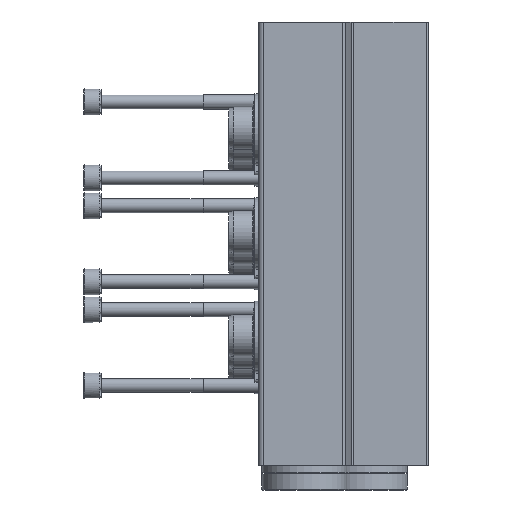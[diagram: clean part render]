
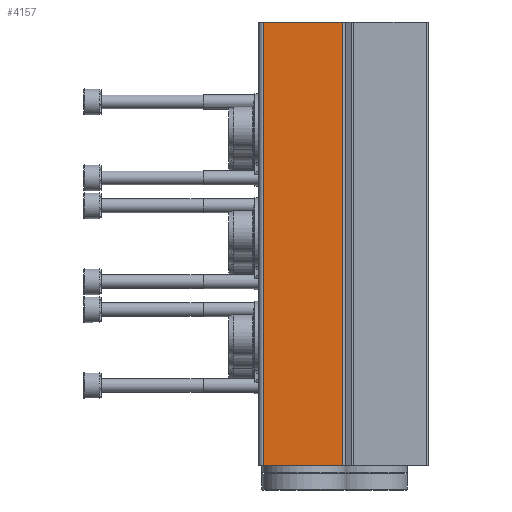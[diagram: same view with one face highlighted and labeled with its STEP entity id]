
A CAD part, left-side view. The second image highlights one B-rep face of the part: STEP entity #4157.
In plain terms, the highlighted planar face has unit normal (-1, 0, 0).
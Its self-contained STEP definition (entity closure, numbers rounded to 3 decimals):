
#144=PLANE('',#4490);
#561=ORIENTED_EDGE('',*,*,#1665,.F.);
#562=ORIENTED_EDGE('',*,*,#1664,.F.);
#563=ORIENTED_EDGE('',*,*,#1666,.T.);
#564=ORIENTED_EDGE('',*,*,#1667,.T.);
#1664=EDGE_CURVE('',#2216,#2214,#2616,.T.);
#1665=EDGE_CURVE('',#2214,#2217,#2617,.T.);
#1666=EDGE_CURVE('',#2216,#2218,#2618,.T.);
#1667=EDGE_CURVE('',#2218,#2217,#2619,.T.);
#2214=VERTEX_POINT('',#6578);
#2216=VERTEX_POINT('',#6582);
#2217=VERTEX_POINT('',#6586);
#2218=VERTEX_POINT('',#6588);
#2616=LINE('',#6583,#2901);
#2617=LINE('',#6585,#2902);
#2618=LINE('',#6587,#2903);
#2619=LINE('',#6589,#2904);
#2901=VECTOR('',#5045,1000.);
#2902=VECTOR('',#5048,1000.);
#2903=VECTOR('',#5049,1000.);
#2904=VECTOR('',#5050,1000.);
#3195=EDGE_LOOP('',(#561,#562,#563,#564));
#3632=FACE_BOUND('',#3195,.T.);
#4157=ADVANCED_FACE('',(#3632),#144,.T.);
#4490=AXIS2_PLACEMENT_3D('',#6584,#5046,#5047);
#5045=DIRECTION('',(0.,0.,1.));
#5046=DIRECTION('',(-1.,0.,0.));
#5047=DIRECTION('',(0.,0.,1.));
#5048=DIRECTION('',(0.,-1.,0.));
#5049=DIRECTION('',(0.,-1.,0.));
#5050=DIRECTION('',(0.,0.,1.));
#6578=CARTESIAN_POINT('',(-32.1,35.,0.));
#6582=CARTESIAN_POINT('',(-32.1,35.,-94.));
#6583=CARTESIAN_POINT('',(-32.1,35.,-94.));
#6584=CARTESIAN_POINT('',(-32.1,35.,-94.));
#6585=CARTESIAN_POINT('',(-32.1,35.,0.));
#6586=CARTESIAN_POINT('',(-32.1,18.111,0.));
#6587=CARTESIAN_POINT('',(-32.1,35.,-94.));
#6588=CARTESIAN_POINT('',(-32.1,18.111,-94.));
#6589=CARTESIAN_POINT('',(-32.1,18.111,-94.));
